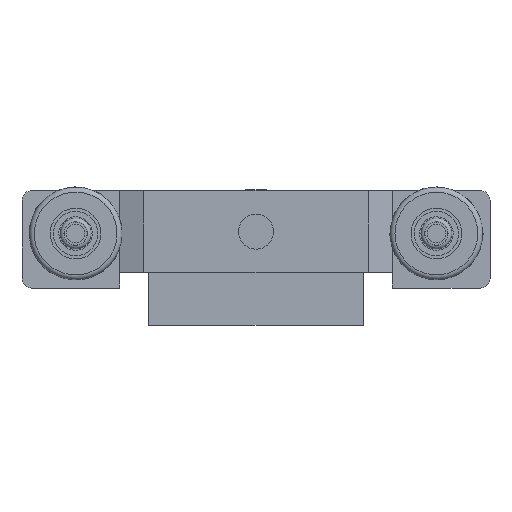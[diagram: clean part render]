
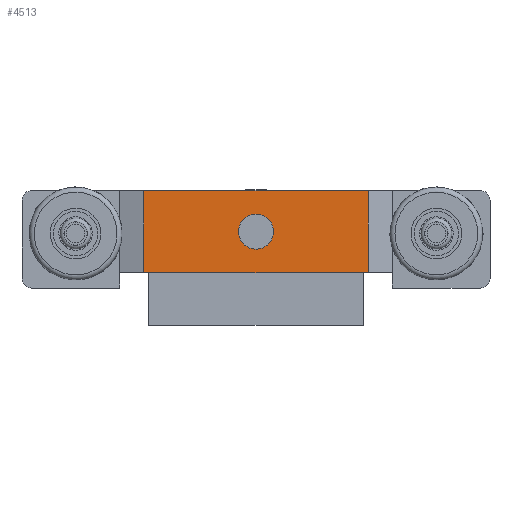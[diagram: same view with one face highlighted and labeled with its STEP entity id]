
A CAD part, front view. The second image highlights one B-rep face of the part: STEP entity #4513.
In plain terms, the highlighted face is planar.
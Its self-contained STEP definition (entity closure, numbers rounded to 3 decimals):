
#167=FACE_BOUND('',#691,.T.);
#229=PLANE('',#5101);
#428=FACE_OUTER_BOUND('',#690,.T.);
#690=EDGE_LOOP('',(#3386,#3387,#3388,#3389));
#691=EDGE_LOOP('',(#3390));
#1040=LINE('',#7968,#1272);
#1046=LINE('',#7981,#1278);
#1048=LINE('',#7984,#1280);
#1049=LINE('',#7985,#1281);
#1272=VECTOR('',#6041,10.);
#1278=VECTOR('',#6053,10.);
#1280=VECTOR('',#6057,10.);
#1281=VECTOR('',#6058,10.);
#1502=CIRCLE('',#5091,8.1);
#1960=VERTEX_POINT('',#7939);
#1961=VERTEX_POINT('',#7958);
#1964=VERTEX_POINT('',#7966);
#1967=VERTEX_POINT('',#7978);
#1968=VERTEX_POINT('',#7980);
#2500=EDGE_CURVE('',#1960,#1960,#1502,.T.);
#2517=EDGE_CURVE('',#1961,#1964,#1040,.T.);
#2523=EDGE_CURVE('',#1968,#1967,#1046,.T.);
#2525=EDGE_CURVE('',#1964,#1968,#1048,.T.);
#2526=EDGE_CURVE('',#1961,#1967,#1049,.T.);
#3386=ORIENTED_EDGE('',*,*,#2517,.T.);
#3387=ORIENTED_EDGE('',*,*,#2525,.T.);
#3388=ORIENTED_EDGE('',*,*,#2523,.T.);
#3389=ORIENTED_EDGE('',*,*,#2526,.F.);
#3390=ORIENTED_EDGE('',*,*,#2500,.T.);
#4513=ADVANCED_FACE('',(#428,#167),#229,.T.);
#5091=AXIS2_PLACEMENT_3D('',#7941,#6011,#6012);
#5101=AXIS2_PLACEMENT_3D('',#7983,#6055,#6056);
#6011=DIRECTION('center_axis',(0.,-1.,0.));
#6012=DIRECTION('ref_axis',(-1.,0.,0.));
#6041=DIRECTION('',(-1.,0.,0.));
#6053=DIRECTION('',(1.,0.,0.));
#6055=DIRECTION('center_axis',(0.,1.,0.));
#6056=DIRECTION('ref_axis',(0.,0.,1.));
#6057=DIRECTION('',(0.,0.,1.));
#6058=DIRECTION('',(0.,0.,1.));
#7939=CARTESIAN_POINT('',(8.1,8.,29.));
#7941=CARTESIAN_POINT('Origin',(0.,8.,29.));
#7958=CARTESIAN_POINT('',(57.5,8.,8.));
#7966=CARTESIAN_POINT('',(-57.5,8.,8.));
#7968=CARTESIAN_POINT('',(6.25,8.,8.));
#7978=CARTESIAN_POINT('',(57.5,8.,50.));
#7980=CARTESIAN_POINT('',(-57.5,8.,50.));
#7981=CARTESIAN_POINT('',(57.5,8.,50.));
#7983=CARTESIAN_POINT('Origin',(-57.5,8.,0.));
#7984=CARTESIAN_POINT('',(-57.5,8.,0.));
#7985=CARTESIAN_POINT('',(57.5,8.,0.));
